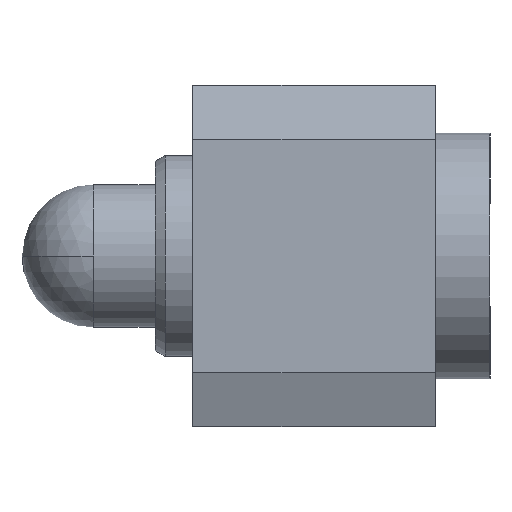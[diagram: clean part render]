
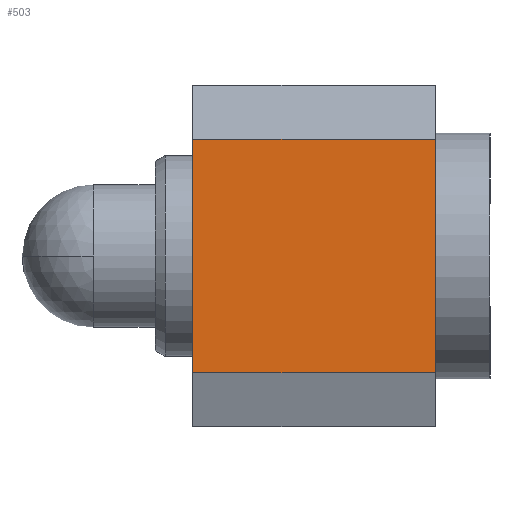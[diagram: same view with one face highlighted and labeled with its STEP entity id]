
A CAD part, left-side view. The second image highlights one B-rep face of the part: STEP entity #503.
In plain terms, the highlighted planar face has unit normal (-1, 0, 0).
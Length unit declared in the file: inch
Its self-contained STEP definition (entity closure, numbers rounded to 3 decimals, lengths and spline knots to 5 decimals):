
#17 = CARTESIAN_POINT ( 'NONE',  ( -0.01203, -0.071, -0.08425 ) ) ;
#44 = DIRECTION ( 'NONE',  ( 0., 1., 0. ) ) ;
#118 = VECTOR ( 'NONE', #1445, 39.37008 ) ;
#123 = VERTEX_POINT ( 'NONE', #1429 ) ;
#184 = CARTESIAN_POINT ( 'NONE',  ( -0.01203, -0.071, -0.08425 ) ) ;
#287 = CARTESIAN_POINT ( 'NONE',  ( -0.01203, -0.071, -0.08425 ) ) ;
#320 = VECTOR ( 'NONE', #1481, 39.37008 ) ;
#335 = EDGE_LOOP ( 'NONE', ( #637, #728, #1245, #668 ) ) ;
#420 = CARTESIAN_POINT ( 'NONE',  ( -0.01203, -0.071, -0.01575 ) ) ;
#430 = PLANE ( 'NONE',  #909 ) ;
#503 = ADVANCED_FACE ( 'NONE', ( #693 ), #430, .T. ) ;
#521 = CARTESIAN_POINT ( 'NONE',  ( -0.01203, 0., -0.08425 ) ) ;
#627 = VECTOR ( 'NONE', #717, 39.37008 ) ;
#637 = ORIENTED_EDGE ( 'NONE', *, *, #893, .F. ) ;
#668 = ORIENTED_EDGE ( 'NONE', *, *, #699, .T. ) ;
#693 = FACE_OUTER_BOUND ( 'NONE', #335, .T. ) ;
#699 = EDGE_CURVE ( 'NONE', #917, #123, #1752, .T. ) ;
#717 = DIRECTION ( 'NONE',  ( 0., 0., 1. ) ) ;
#728 = ORIENTED_EDGE ( 'NONE', *, *, #1153, .F. ) ;
#748 = LINE ( 'NONE', #1741, #1628 ) ;
#880 = CARTESIAN_POINT ( 'NONE',  ( -0.01203, -0.071, -0.01575 ) ) ;
#893 = EDGE_CURVE ( 'NONE', #1288, #123, #1351, .T. ) ;
#909 = AXIS2_PLACEMENT_3D ( 'NONE', #287, #1255, #1560 ) ;
#917 = VERTEX_POINT ( 'NONE', #420 ) ;
#952 = VERTEX_POINT ( 'NONE', #17 ) ;
#1144 = LINE ( 'NONE', #184, #627 ) ;
#1153 = EDGE_CURVE ( 'NONE', #952, #1288, #748, .T. ) ;
#1245 = ORIENTED_EDGE ( 'NONE', *, *, #1506, .T. ) ;
#1255 = DIRECTION ( 'NONE',  ( -1., 0., 0. ) ) ;
#1288 = VERTEX_POINT ( 'NONE', #1349 ) ;
#1349 = CARTESIAN_POINT ( 'NONE',  ( -0.01203, 0., -0.08425 ) ) ;
#1351 = LINE ( 'NONE', #521, #320 ) ;
#1429 = CARTESIAN_POINT ( 'NONE',  ( -0.01203, 0., -0.01575 ) ) ;
#1445 = DIRECTION ( 'NONE',  ( 0., 1., 0. ) ) ;
#1481 = DIRECTION ( 'NONE',  ( 0., 0., 1. ) ) ;
#1506 = EDGE_CURVE ( 'NONE', #952, #917, #1144, .T. ) ;
#1560 = DIRECTION ( 'NONE',  ( 0., 0., 1. ) ) ;
#1628 = VECTOR ( 'NONE', #44, 39.37008 ) ;
#1741 = CARTESIAN_POINT ( 'NONE',  ( -0.01203, -0.071, -0.08425 ) ) ;
#1752 = LINE ( 'NONE', #880, #118 ) ;
